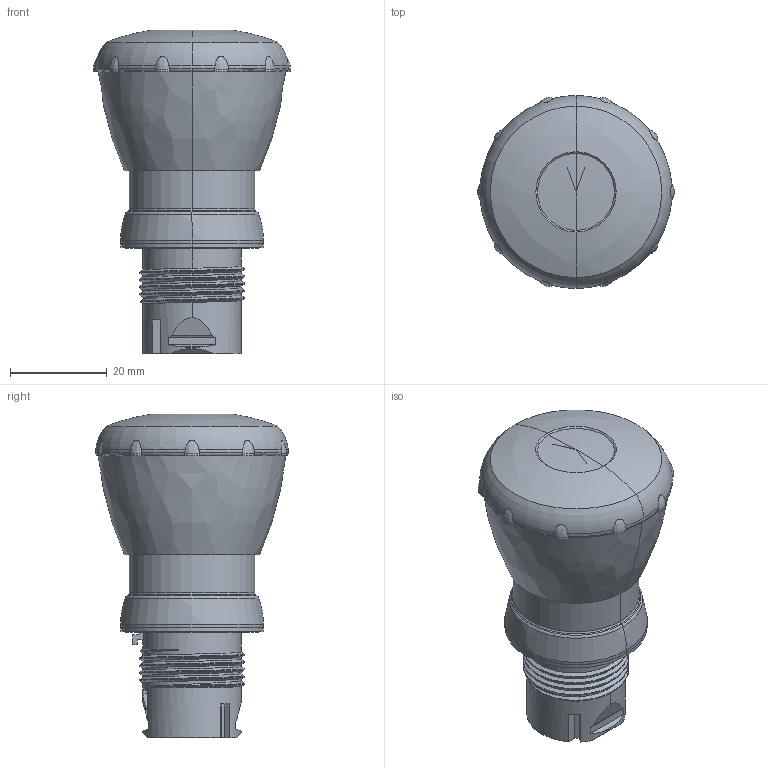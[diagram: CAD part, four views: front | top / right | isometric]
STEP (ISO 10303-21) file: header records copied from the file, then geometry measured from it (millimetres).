
FILE_DESCRIPTION((''),'2;1');
FILE_NAME('800F_MT4','2009-03-09T',('abschul1'),('Rockwell Automation'),'PRO/ENGINEER BY PARAMETRIC TECHNOLOGY CORPORATION, 2004320','PRO/ENGINEER BY PARAMETRIC TECHNOLOGY CORPORATION, 2004320','');
FILE_SCHEMA(('CONFIG_CONTROL_DESIGN'));
Length unit declared in the file: millimetre
Products named in the file (1): 800F_MT4
Bounding box: 40.84 x 39.85 x 66.95 mm (x, y, z)
Volume: 32948 mm3; surface area: 11077.2 mm2
Topology: 1 solids, 1 shells, 170 faces, 466 edges, 301 vertices
Faces by surface type: plane 85, cylinder 31, bspline 26, cone 18, torus 10
Entity records: 7883 total; most frequent: CARTESIAN_POINT 3839, ORIENTED_EDGE 928, DIRECTION 714, EDGE_CURVE 464, VERTEX_POINT 301, AXIS2_PLACEMENT_3D 261, VECTOR 192, LINE 192
